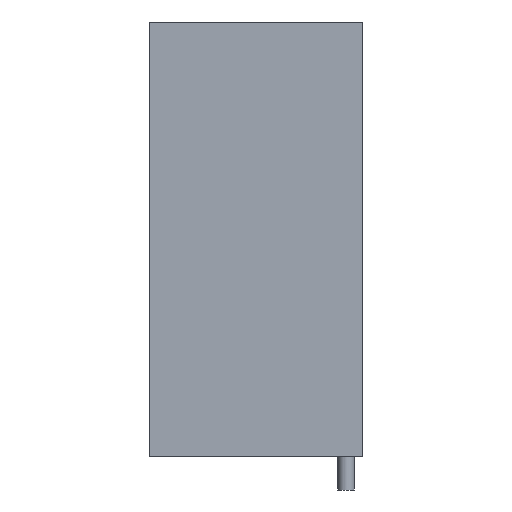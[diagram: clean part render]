
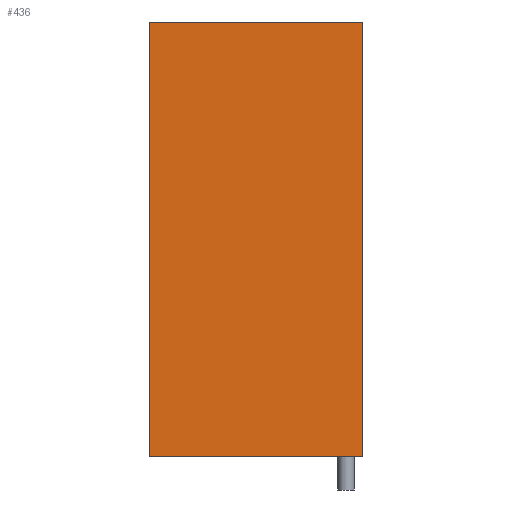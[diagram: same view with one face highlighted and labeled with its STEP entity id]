
A CAD part, front view. The second image highlights one B-rep face of the part: STEP entity #436.
In plain terms, the highlighted planar face has unit normal (0, -1, 0).
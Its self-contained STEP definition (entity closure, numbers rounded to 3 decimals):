
#40 = ORIENTED_EDGE ( 'NONE', *, *, #743, .T. ) ;
#49 = CARTESIAN_POINT ( 'NONE',  ( 0., 0., 193. ) ) ;
#94 = VERTEX_POINT ( 'NONE', #383 ) ;
#113 = LINE ( 'NONE', #227, #215 ) ;
#138 = CARTESIAN_POINT ( 'NONE',  ( 0., 0., 193. ) ) ;
#155 = CARTESIAN_POINT ( 'NONE',  ( 95., 0., 0. ) ) ;
#215 = VECTOR ( 'NONE', #1057, 1000. ) ;
#227 = CARTESIAN_POINT ( 'NONE',  ( 0., 0., 0. ) ) ;
#229 = AXIS2_PLACEMENT_3D ( 'NONE', #1317, #387, #878 ) ;
#233 = ORIENTED_EDGE ( 'NONE', *, *, #731, .F. ) ;
#258 = VERTEX_POINT ( 'NONE', #1058 ) ;
#301 = VECTOR ( 'NONE', #1190, 1000. ) ;
#307 = ORIENTED_EDGE ( 'NONE', *, *, #473, .F. ) ;
#367 = CARTESIAN_POINT ( 'NONE',  ( 95., 0., 193. ) ) ;
#383 = CARTESIAN_POINT ( 'NONE',  ( 0., 0., 0. ) ) ;
#387 = DIRECTION ( 'NONE',  ( 0., 1., 0. ) ) ;
#436 = ADVANCED_FACE ( 'NONE', ( #888 ), #579, .F. ) ;
#468 = CARTESIAN_POINT ( 'NONE',  ( 0., 0., 193. ) ) ;
#473 = EDGE_CURVE ( 'NONE', #258, #747, #1088, .T. ) ;
#476 = VECTOR ( 'NONE', #999, 1000. ) ;
#579 = PLANE ( 'NONE',  #229 ) ;
#677 = LINE ( 'NONE', #49, #301 ) ;
#691 = VECTOR ( 'NONE', #1198, 1000. ) ;
#731 = EDGE_CURVE ( 'NONE', #1163, #258, #1305, .T. ) ;
#743 = EDGE_CURVE ( 'NONE', #1163, #94, #677, .T. ) ;
#747 = VERTEX_POINT ( 'NONE', #155 ) ;
#818 = EDGE_LOOP ( 'NONE', ( #874, #307, #233, #40 ) ) ;
#874 = ORIENTED_EDGE ( 'NONE', *, *, #1079, .T. ) ;
#878 = DIRECTION ( 'NONE',  ( 0., 0., 1. ) ) ;
#888 = FACE_OUTER_BOUND ( 'NONE', #818, .T. ) ;
#999 = DIRECTION ( 'NONE',  ( 1., 0., 0. ) ) ;
#1057 = DIRECTION ( 'NONE',  ( 1., 0., 0. ) ) ;
#1058 = CARTESIAN_POINT ( 'NONE',  ( 95., 0., 193. ) ) ;
#1079 = EDGE_CURVE ( 'NONE', #94, #747, #113, .T. ) ;
#1088 = LINE ( 'NONE', #367, #691 ) ;
#1163 = VERTEX_POINT ( 'NONE', #468 ) ;
#1190 = DIRECTION ( 'NONE',  ( 0., 0., -1. ) ) ;
#1198 = DIRECTION ( 'NONE',  ( 0., 0., -1. ) ) ;
#1305 = LINE ( 'NONE', #138, #476 ) ;
#1317 = CARTESIAN_POINT ( 'NONE',  ( 0., 0., 193. ) ) ;
